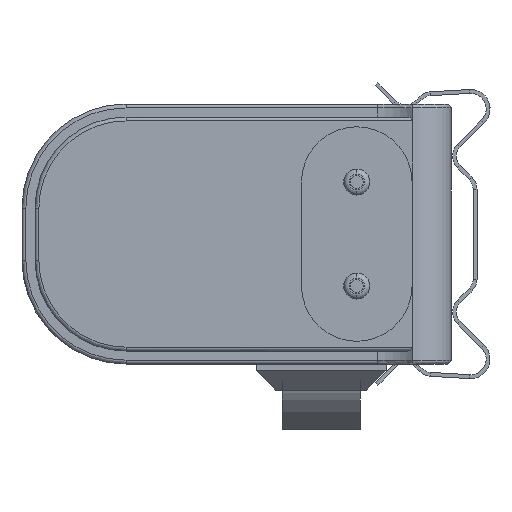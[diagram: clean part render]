
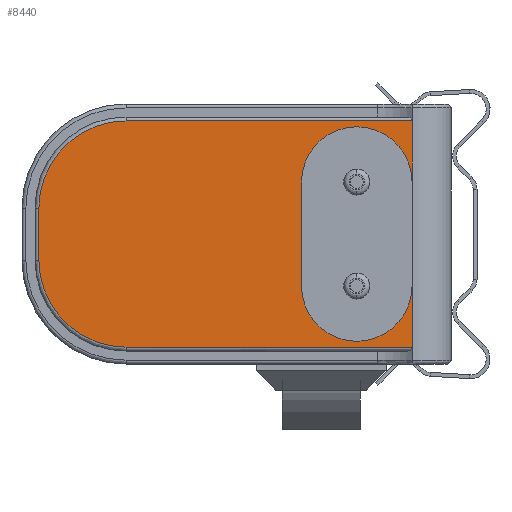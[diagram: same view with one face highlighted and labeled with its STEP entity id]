
A CAD part, left-side view. The second image highlights one B-rep face of the part: STEP entity #8440.
In plain terms, the highlighted planar face has unit normal (-1, 0, 0).
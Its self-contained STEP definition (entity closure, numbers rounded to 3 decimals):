
#123 = DIRECTION ( 'NONE',  ( 0., 1., 0. ) ) ;
#240 = EDGE_LOOP ( 'NONE', ( #2878, #6602, #3760, #2413, #3349, #8941, #8555, #4235, #8346, #6362, #3783 ) ) ;
#321 = EDGE_CURVE ( 'NONE', #5439, #1159, #4677, .T. ) ;
#640 = DIRECTION ( 'NONE',  ( 0., 0., -1. ) ) ;
#654 = DIRECTION ( 'NONE',  ( 0., 0., -1. ) ) ;
#930 = AXIS2_PLACEMENT_3D ( 'NONE', #3249, #8058, #3885 ) ;
#993 = EDGE_CURVE ( 'NONE', #1159, #4530, #2070, .T. ) ;
#1159 = VERTEX_POINT ( 'NONE', #1557 ) ;
#1285 = CARTESIAN_POINT ( 'NONE',  ( -306., 3., -8. ) ) ;
#1557 = CARTESIAN_POINT ( 'NONE',  ( -306., 25., -1.3 ) ) ;
#1562 = CARTESIAN_POINT ( 'NONE',  ( -306., 3., -18.7 ) ) ;
#1599 = EDGE_CURVE ( 'NONE', #1896, #8944, #7550, .T. ) ;
#1623 = EDGE_CURVE ( 'NONE', #6822, #6085, #7281, .T. ) ;
#1658 = DIRECTION ( 'NONE',  ( 1., 0., 0. ) ) ;
#1765 = DIRECTION ( 'NONE',  ( 0., 0., -1. ) ) ;
#1896 = VERTEX_POINT ( 'NONE', #5080 ) ;
#2056 = VECTOR ( 'NONE', #654, 1000. ) ;
#2070 = LINE ( 'NONE', #6258, #8858 ) ;
#2101 = CARTESIAN_POINT ( 'NONE',  ( -306., 3., -14. ) ) ;
#2413 = ORIENTED_EDGE ( 'NONE', *, *, #4432, .F. ) ;
#2559 = AXIS2_PLACEMENT_3D ( 'NONE', #6699, #5956, #1765 ) ;
#2680 = CIRCLE ( 'NONE', #6941, 6.7 ) ;
#2689 = CARTESIAN_POINT ( 'NONE',  ( -306., 11.5, -14. ) ) ;
#2781 = LINE ( 'NONE', #2871, #3591 ) ;
#2843 = DIRECTION ( 'NONE',  ( 1., 0., 0. ) ) ;
#2871 = CARTESIAN_POINT ( 'NONE',  ( -306., 3., -8. ) ) ;
#2878 = ORIENTED_EDGE ( 'NONE', *, *, #6009, .F. ) ;
#3064 = DIRECTION ( 'NONE',  ( 0., 0., 1. ) ) ;
#3141 = DIRECTION ( 'NONE',  ( 1., 0., 0. ) ) ;
#3233 = FACE_OUTER_BOUND ( 'NONE', #240, .T. ) ;
#3249 = CARTESIAN_POINT ( 'NONE',  ( -306., 7.25, -6. ) ) ;
#3349 = ORIENTED_EDGE ( 'NONE', *, *, #1599, .T. ) ;
#3475 = LINE ( 'NONE', #1285, #8707 ) ;
#3520 = CARTESIAN_POINT ( 'NONE',  ( -306., 7.25, -18.25 ) ) ;
#3591 = VECTOR ( 'NONE', #5570, 1000. ) ;
#3719 = VECTOR ( 'NONE', #123, 1000. ) ;
#3760 = ORIENTED_EDGE ( 'NONE', *, *, #7383, .T. ) ;
#3783 = ORIENTED_EDGE ( 'NONE', *, *, #5287, .F. ) ;
#3885 = DIRECTION ( 'NONE',  ( 0., 0., -1. ) ) ;
#4207 = LINE ( 'NONE', #6325, #2056 ) ;
#4235 = ORIENTED_EDGE ( 'NONE', *, *, #321, .F. ) ;
#4432 = EDGE_CURVE ( 'NONE', #1896, #7857, #4207, .T. ) ;
#4530 = VERTEX_POINT ( 'NONE', #6415 ) ;
#4571 = EDGE_CURVE ( 'NONE', #5095, #8796, #2680, .T. ) ;
#4633 = CARTESIAN_POINT ( 'NONE',  ( -306., 25., -18.7 ) ) ;
#4677 = CIRCLE ( 'NONE', #5863, 6.7 ) ;
#4898 = VERTEX_POINT ( 'NONE', #1562 ) ;
#5080 = CARTESIAN_POINT ( 'NONE',  ( -306., 11.5, -6. ) ) ;
#5095 = VERTEX_POINT ( 'NONE', #4633 ) ;
#5287 = EDGE_CURVE ( 'NONE', #4898, #5095, #6481, .T. ) ;
#5290 = DIRECTION ( 'NONE',  ( 0., 0., 1. ) ) ;
#5439 = VERTEX_POINT ( 'NONE', #8031 ) ;
#5570 = DIRECTION ( 'NONE',  ( 0., 0., -1. ) ) ;
#5725 = DIRECTION ( 'NONE',  ( 1., 0., 0. ) ) ;
#5781 = CARTESIAN_POINT ( 'NONE',  ( -306., 25., -18.7 ) ) ;
#5782 = CIRCLE ( 'NONE', #6968, 4.25 ) ;
#5863 = AXIS2_PLACEMENT_3D ( 'NONE', #6420, #5725, #8525 ) ;
#5897 = CARTESIAN_POINT ( 'NONE',  ( -306., 25., -12. ) ) ;
#5956 = DIRECTION ( 'NONE',  ( 1., 0., 0. ) ) ;
#6009 = EDGE_CURVE ( 'NONE', #6822, #4898, #2781, .T. ) ;
#6011 = LINE ( 'NONE', #8070, #7697 ) ;
#6085 = VERTEX_POINT ( 'NONE', #3520 ) ;
#6258 = CARTESIAN_POINT ( 'NONE',  ( -306., 25., -1.3 ) ) ;
#6325 = CARTESIAN_POINT ( 'NONE',  ( -306., 11.5, 0. ) ) ;
#6362 = ORIENTED_EDGE ( 'NONE', *, *, #4571, .F. ) ;
#6415 = CARTESIAN_POINT ( 'NONE',  ( -306., 3., -1.3 ) ) ;
#6420 = CARTESIAN_POINT ( 'NONE',  ( -306., 25., -8. ) ) ;
#6481 = LINE ( 'NONE', #5781, #3719 ) ;
#6602 = ORIENTED_EDGE ( 'NONE', *, *, #1623, .T. ) ;
#6699 = CARTESIAN_POINT ( 'NONE',  ( -306., 7.25, -14. ) ) ;
#6822 = VERTEX_POINT ( 'NONE', #2101 ) ;
#6941 = AXIS2_PLACEMENT_3D ( 'NONE', #5897, #1658, #3064 ) ;
#6968 = AXIS2_PLACEMENT_3D ( 'NONE', #7755, #2843, #8349 ) ;
#7128 = AXIS2_PLACEMENT_3D ( 'NONE', #7357, #3141, #5290 ) ;
#7281 = CIRCLE ( 'NONE', #2559, 4.25 ) ;
#7355 = EDGE_CURVE ( 'NONE', #8796, #5439, #6011, .T. ) ;
#7357 = CARTESIAN_POINT ( 'NONE',  ( -306., 25., -8. ) ) ;
#7383 = EDGE_CURVE ( 'NONE', #6085, #7857, #5782, .T. ) ;
#7550 = CIRCLE ( 'NONE', #930, 4.25 ) ;
#7697 = VECTOR ( 'NONE', #8800, 1000. ) ;
#7755 = CARTESIAN_POINT ( 'NONE',  ( -306., 7.25, -14. ) ) ;
#7855 = CARTESIAN_POINT ( 'NONE',  ( -306., 31.7, -12. ) ) ;
#7857 = VERTEX_POINT ( 'NONE', #2689 ) ;
#7987 = CARTESIAN_POINT ( 'NONE',  ( -306., 3., -6. ) ) ;
#8031 = CARTESIAN_POINT ( 'NONE',  ( -306., 31.7, -8. ) ) ;
#8058 = DIRECTION ( 'NONE',  ( 1., 0., 0. ) ) ;
#8070 = CARTESIAN_POINT ( 'NONE',  ( -306., 31.7, -8. ) ) ;
#8194 = EDGE_CURVE ( 'NONE', #4530, #8944, #3475, .T. ) ;
#8346 = ORIENTED_EDGE ( 'NONE', *, *, #7355, .F. ) ;
#8349 = DIRECTION ( 'NONE',  ( 0., 0., -1. ) ) ;
#8440 = ADVANCED_FACE ( 'NONE', ( #3233 ), #8732, .F. ) ;
#8525 = DIRECTION ( 'NONE',  ( 0., 0., 1. ) ) ;
#8555 = ORIENTED_EDGE ( 'NONE', *, *, #993, .F. ) ;
#8707 = VECTOR ( 'NONE', #640, 1000. ) ;
#8732 = PLANE ( 'NONE',  #7128 ) ;
#8796 = VERTEX_POINT ( 'NONE', #7855 ) ;
#8800 = DIRECTION ( 'NONE',  ( 0., 0., 1. ) ) ;
#8858 = VECTOR ( 'NONE', #8998, 1000. ) ;
#8941 = ORIENTED_EDGE ( 'NONE', *, *, #8194, .F. ) ;
#8944 = VERTEX_POINT ( 'NONE', #7987 ) ;
#8998 = DIRECTION ( 'NONE',  ( 0., -1., 0. ) ) ;
